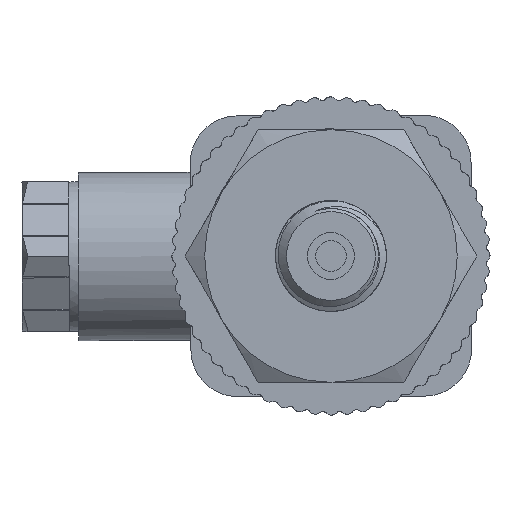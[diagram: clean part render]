
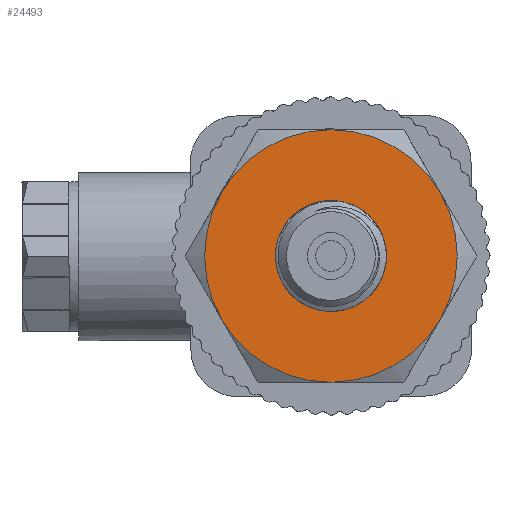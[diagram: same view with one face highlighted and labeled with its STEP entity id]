
A CAD part, left-side view. The second image highlights one B-rep face of the part: STEP entity #24493.
In plain terms, the highlighted planar face has unit normal (-1, 0, 0).
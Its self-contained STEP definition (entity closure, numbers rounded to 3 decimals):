
#1003=PLANE('',#25742);
#1560=FACE_BOUND('',#3411,.T.);
#2011=FACE_OUTER_BOUND('',#3410,.T.);
#3410=EDGE_LOOP('',(#18118));
#3411=EDGE_LOOP('',(#18119));
#4604=CIRCLE('',#25723,5.9);
#4611=CIRCLE('',#25740,13.5);
#10585=VERTEX_POINT('',#41104);
#10590=VERTEX_POINT('',#41828);
#13412=EDGE_CURVE('',#10585,#10585,#4604,.T.);
#13425=EDGE_CURVE('',#10590,#10590,#4611,.T.);
#18118=ORIENTED_EDGE('',*,*,#13425,.F.);
#18119=ORIENTED_EDGE('',*,*,#13412,.T.);
#24493=ADVANCED_FACE('',(#2011,#1560),#1003,.T.);
#25723=AXIS2_PLACEMENT_3D('',#41105,#27499,#27500);
#25740=AXIS2_PLACEMENT_3D('',#41830,#27537,#27538);
#25742=AXIS2_PLACEMENT_3D('',#41832,#27541,#27542);
#27499=DIRECTION('center_axis',(1.,0.,0.));
#27500=DIRECTION('ref_axis',(0.,0.,-1.));
#27537=DIRECTION('center_axis',(1.,0.,0.));
#27538=DIRECTION('ref_axis',(0.,0.,-1.));
#27541=DIRECTION('center_axis',(-1.,0.,0.));
#27542=DIRECTION('ref_axis',(0.,0.,1.));
#41104=CARTESIAN_POINT('',(-47.,0.,5.9));
#41105=CARTESIAN_POINT('Origin',(-47.,0.,0.));
#41828=CARTESIAN_POINT('',(-47.,-13.5,0.));
#41830=CARTESIAN_POINT('Origin',(-47.,0.,0.));
#41832=CARTESIAN_POINT('Origin',(-47.,13.5,0.));
